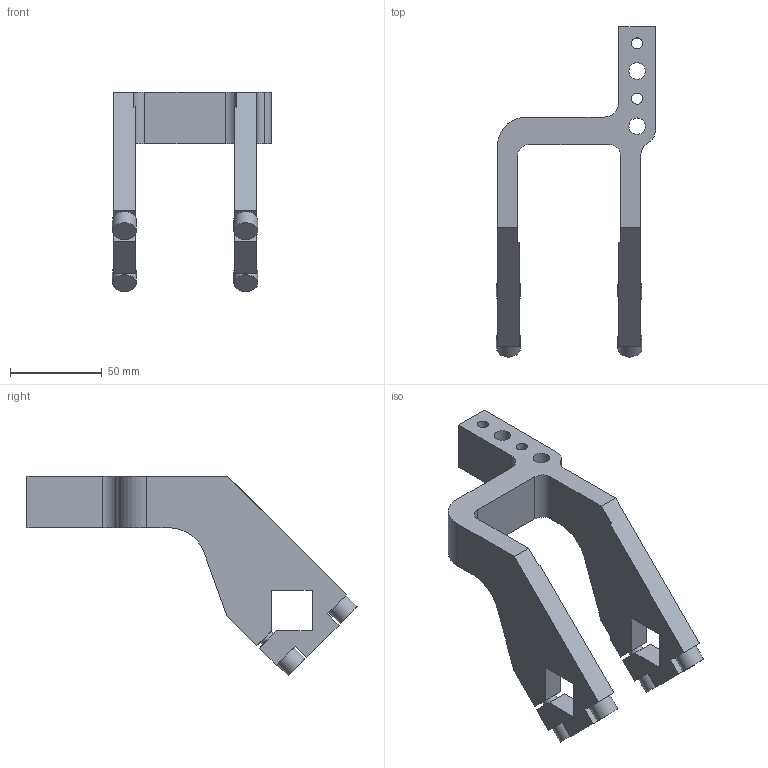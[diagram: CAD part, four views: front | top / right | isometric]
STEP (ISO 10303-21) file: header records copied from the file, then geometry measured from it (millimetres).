
FILE_DESCRIPTION(/* description */ (''),/* implementation_level */ '2;1');
FILE_NAME(/* name */ 'B2205.stp',/* time_stamp */ '2019-03-05T09:25:23+01:00',/* author */ ('donadda1'),/* organization */ ('Pneumax S.p.A.'),/* preprocessor_version */ 'ST-DEVELOPER v17',/* originating_system */ 'Autodesk Inventor 2019',/* authorisation */ '');
FILE_SCHEMA (('CONFIG_CONTROL_DESIGN','AUTOMOTIVE_DESIGN { 1 0 10303 214 3 1 1 }'));
Length unit declared in the file: millimetre
Products named in the file (1): B2205
Bounding box: 86.5 x 179.43 x 108.43 mm (x, y, z)
Volume: 175576.4 mm3; surface area: 45109.5 mm2
Topology: 1 solids, 1 shells, 79 faces, 215 edges, 138 vertices
Faces by surface type: plane 61, cylinder 18
Full cylindrical faces by diameter (mm): 6 x2, 8 x2, 9 x2, 13 x4
Entity records: 2536 total; most frequent: CARTESIAN_POINT 433, ORIENTED_EDGE 430, DIRECTION 427, EDGE_CURVE 215, LINE 163, VECTOR 163, VERTEX_POINT 138, AXIS2_PLACEMENT_3D 132
